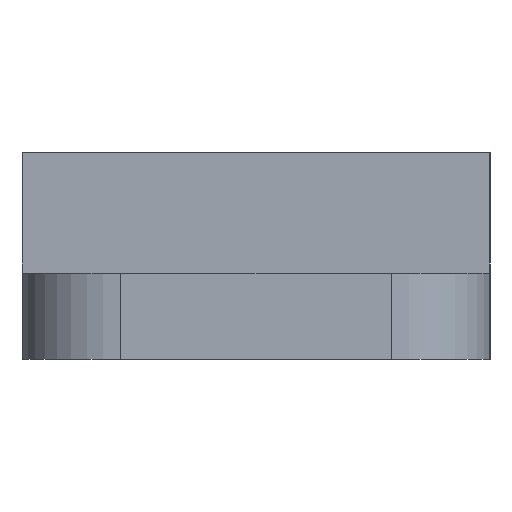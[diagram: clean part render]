
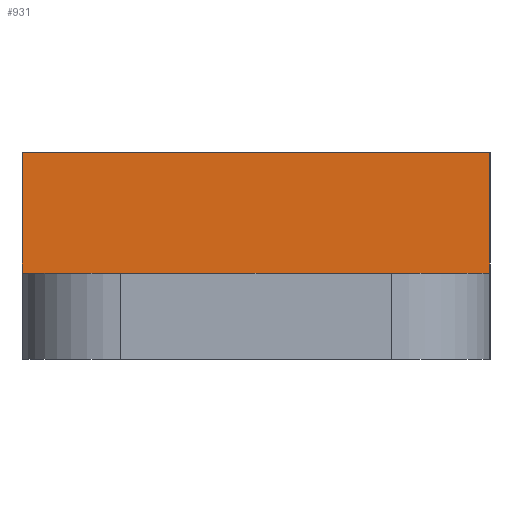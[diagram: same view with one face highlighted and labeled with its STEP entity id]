
A CAD part, left-side view. The second image highlights one B-rep face of the part: STEP entity #931.
In plain terms, the highlighted planar face has unit normal (-1, 0, 0).
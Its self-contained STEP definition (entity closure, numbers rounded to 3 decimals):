
#248=DIRECTION('',(0.,0.,-1.));
#249=VECTOR('',#248,6.4);
#250=CARTESIAN_POINT('',(-26.5,9.5,8.4));
#251=LINE('',#250,#249);
#252=DIRECTION('',(0.,0.,1.));
#253=VECTOR('',#252,6.4);
#254=CARTESIAN_POINT('',(-26.5,-9.5,2.));
#255=LINE('',#254,#253);
#256=DIRECTION('',(0.,-1.,0.));
#257=VECTOR('',#256,19.);
#258=CARTESIAN_POINT('',(-26.5,9.5,2.));
#259=LINE('',#258,#257);
#260=DIRECTION('',(0.,1.,0.));
#261=VECTOR('',#260,19.);
#262=CARTESIAN_POINT('',(-26.5,-9.5,8.4));
#263=LINE('',#262,#261);
#360=CARTESIAN_POINT('',(-26.5,-9.5,2.));
#362=VERTEX_POINT('',#360);
#364=CARTESIAN_POINT('',(-26.5,9.5,2.));
#365=VERTEX_POINT('',#364);
#390=CARTESIAN_POINT('',(-26.5,9.5,8.4));
#391=VERTEX_POINT('',#390);
#416=CARTESIAN_POINT('',(-26.5,-9.5,8.4));
#417=VERTEX_POINT('',#416);
#919=CARTESIAN_POINT('',(-26.5,0.,5.2));
#920=DIRECTION('',(1.,0.,0.));
#921=DIRECTION('',(0.,0.,-1.));
#922=AXIS2_PLACEMENT_3D('',#919,#920,#921);
#923=PLANE('',#922);
#924=ORIENTED_EDGE('',*,*,#667,.F.);
#926=ORIENTED_EDGE('',*,*,#925,.F.);
#927=ORIENTED_EDGE('',*,*,#732,.F.);
#928=ORIENTED_EDGE('',*,*,#902,.F.);
#929=EDGE_LOOP('',(#924,#926,#927,#928));
#930=FACE_OUTER_BOUND('',#929,.F.);
#931=ADVANCED_FACE('',(#930),#923,.F.);
#667=EDGE_CURVE('',#391,#365,#251,.T.);
#732=EDGE_CURVE('',#362,#417,#255,.T.);
#902=EDGE_CURVE('',#365,#362,#259,.T.);
#925=EDGE_CURVE('',#417,#391,#263,.T.);
